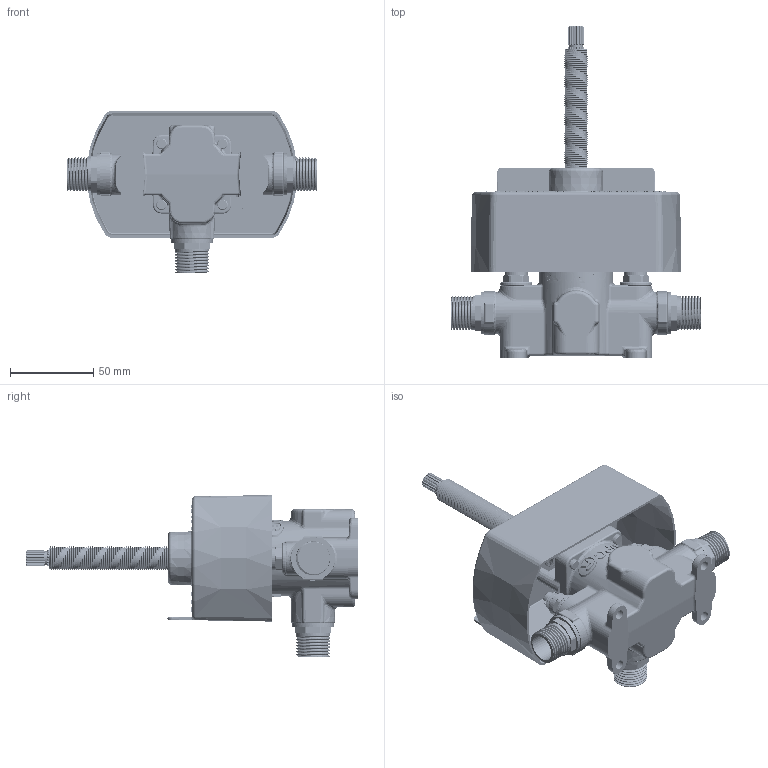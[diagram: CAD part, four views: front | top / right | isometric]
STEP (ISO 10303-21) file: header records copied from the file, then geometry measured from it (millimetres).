
FILE_DESCRIPTION((''),'2;1');
FILE_NAME('1-684','2021-04-20T10:02:35',('rsmith'),(''),'CREO PARAMETRIC BY PTC INC, 2018400','CREO PARAMETRIC BY PTC INC, 2018400','');
FILE_SCHEMA(('AUTOMOTIVE_DESIGN { 1 0 10303 214 1 1 1 1 }'));
Products named in the file (1): 1-684
Bounding box: 150.56 x 199.76 x 97.5 mm (x, y, z)
Volume: 269426.6 mm3; surface area: 125543.5 mm2
Topology: 1 solids, 2 shells, 10415 faces, 28400 edges, 18534 vertices
Faces by surface type: plane 8270, bspline 837, cylinder 774, cone 273, torus 134, sphere 74, extrusion 53
Entity records: 586684 total; most frequent: CARTESIAN_POINT 174538, ORIENTED_EDGE 56788, DIRECTION 46588, PRESENTATION_STYLE_ASSIGNMENT 38038, STYLED_ITEM 28743, CURVE_STYLE 28447, EDGE_CURVE 28394, VECTOR 23914
